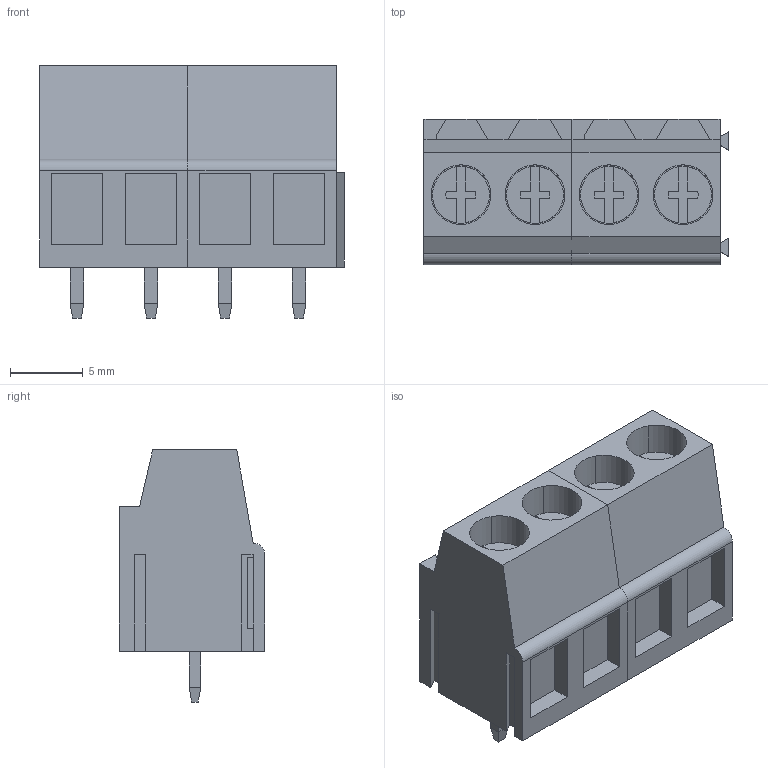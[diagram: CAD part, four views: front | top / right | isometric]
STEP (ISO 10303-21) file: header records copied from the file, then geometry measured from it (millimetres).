
FILE_DESCRIPTION(('CATIA V5 STEP Exchange','CAx-IF Rec.Pracs.--- Model Styling and Organization---1.2---2011-12-15'),'2;1');
FILE_NAME ('D1459017_0_1915140000_1915140000.stp','2018-03-30T13:34:51+00:00',('none'),('Weidmueller'),'CATIA Version 5-6 Release 2014','CATIA V5 STEP AP214','none');
FILE_SCHEMA(('AUTOMOTIVE_DESIGN { 1 0 10303 214 1 1 1 1 }'));
Length unit declared in the file: millimetre
Products named in the file (1): 1915140000
Bounding box: 20.87 x 10 x 17.3 mm (x, y, z)
Volume: 1957.4 mm3; surface area: 2532.4 mm2
Topology: 10 solids, 10 shells, 378 faces, 1010 edges, 668 vertices
Faces by surface type: plane 320, cylinder 58
Entity records: 11652 total; most frequent: CARTESIAN_POINT 2306, ORIENTED_EDGE 2020, DIRECTION 1704, EDGE_CURVE 1010, VECTOR 838, LINE 838, VERTEX_POINT 668, AXIS2_PLACEMENT_3D 488
